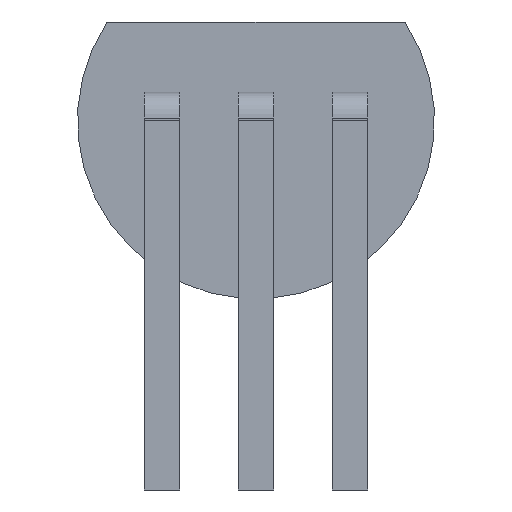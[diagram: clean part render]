
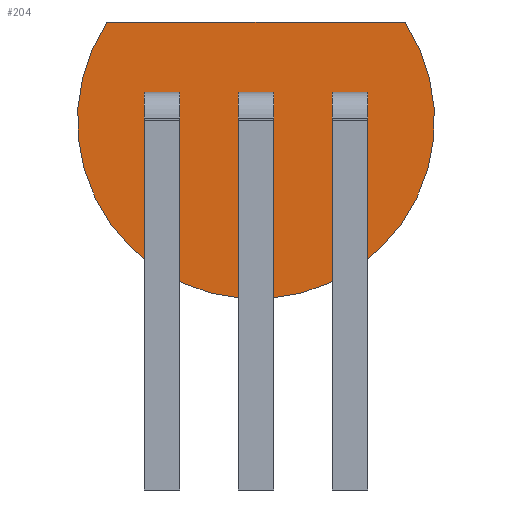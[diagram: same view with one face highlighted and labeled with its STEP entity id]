
A CAD part, front view. The second image highlights one B-rep face of the part: STEP entity #204.
In plain terms, the highlighted planar face has unit normal (0, -1, 0).
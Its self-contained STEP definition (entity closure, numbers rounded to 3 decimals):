
#120=VERTEX_POINT('',#121);
#121=CARTESIAN_POINT('',(0.24,4.,2.5));
#122=ORIENTED_EDGE('',*,*,#123,.T.);
#123=EDGE_CURVE('',#120,#124,#126,.T.);
#124=VERTEX_POINT('',#125);
#125=CARTESIAN_POINT('',(-0.24,4.,2.5));
#126=LINE('',#127,#128);
#127=CARTESIAN_POINT('',(-0.253,4.,2.5));
#128=VECTOR('',#129,1.);
#129=DIRECTION('',(-1.,0.,0.));
#144=EDGE_CURVE('',#120,#145,#147,.T.);
#145=VERTEX_POINT('',#146);
#146=CARTESIAN_POINT('',(0.24,4.,2.88));
#147=LINE('',#148,#149);
#148=CARTESIAN_POINT('',(0.24,4.,3.165));
#149=VECTOR('',#150,1.);
#150=DIRECTION('',(0.,0.,1.));
#192=VERTEX_POINT('',#193);
#193=CARTESIAN_POINT('',(-0.24,4.,2.88));
#197=EDGE_CURVE('',#192,#124,#198,.T.);
#198=LINE('',#199,#200);
#199=CARTESIAN_POINT('',(-0.24,4.,3.165));
#200=VECTOR('',#201,1.);
#201=DIRECTION('',(0.,0.,-1.));
#204=ADVANCED_FACE('',(#205,#222,#248,#256),#282,.T.);
#205=FACE_BOUND('',#206,.T.);
#206=EDGE_LOOP('',(#207,#216));
#207=ORIENTED_EDGE('',*,*,#208,.F.);
#208=EDGE_CURVE('',#209,#211,#213,.T.);
#209=VERTEX_POINT('',#210);
#210=CARTESIAN_POINT('',(-0.746,4.,3.83));
#211=VERTEX_POINT('',#212);
#212=CARTESIAN_POINT('',(3.286,4.,3.83));
#213=LINE('',#210,#214);
#214=VECTOR('',#215,1.);
#215=DIRECTION('',(1.,0.,0.));
#216=ORIENTED_EDGE('',*,*,#217,.F.);
#217=EDGE_CURVE('',#211,#209,#218,.T.);
#218=CIRCLE('',#219,2.415);
#219=AXIS2_PLACEMENT_3D('',#220,#221,#215);
#220=CARTESIAN_POINT('',(1.27,4.,2.5));
#221=DIRECTION('',(0.,1.,0.));
#222=FACE_BOUND('',#223,.T.);
#223=EDGE_LOOP('',(#224,#232,#238,#244));
#224=ORIENTED_EDGE('',*,*,#225,.F.);
#225=EDGE_CURVE('',#226,#228,#230,.T.);
#226=VERTEX_POINT('',#227);
#227=CARTESIAN_POINT('',(2.3,4.,2.88));
#228=VERTEX_POINT('',#229);
#229=CARTESIAN_POINT('',(2.3,4.,2.5));
#230=LINE('',#231,#200);
#231=CARTESIAN_POINT('',(2.3,4.,3.165));
#232=ORIENTED_EDGE('',*,*,#233,.F.);
#233=EDGE_CURVE('',#234,#226,#236,.T.);
#234=VERTEX_POINT('',#235);
#235=CARTESIAN_POINT('',(2.78,4.,2.88));
#236=LINE('',#237,#128);
#237=CARTESIAN_POINT('',(1.017,4.,2.88));
#238=ORIENTED_EDGE('',*,*,#239,.F.);
#239=EDGE_CURVE('',#240,#234,#242,.T.);
#240=VERTEX_POINT('',#241);
#241=CARTESIAN_POINT('',(2.78,4.,2.5));
#242=LINE('',#243,#149);
#243=CARTESIAN_POINT('',(2.78,4.,3.165));
#244=ORIENTED_EDGE('',*,*,#245,.T.);
#245=EDGE_CURVE('',#240,#228,#246,.T.);
#246=LINE('',#247,#128);
#247=CARTESIAN_POINT('',(1.017,4.,2.5));
#248=FACE_BOUND('',#249,.T.);
#249=EDGE_LOOP('',(#250,#122,#251,#252));
#250=ORIENTED_EDGE('',*,*,#144,.F.);
#251=ORIENTED_EDGE('',*,*,#197,.F.);
#252=ORIENTED_EDGE('',*,*,#253,.F.);
#253=EDGE_CURVE('',#145,#192,#254,.T.);
#254=LINE('',#255,#128);
#255=CARTESIAN_POINT('',(-0.253,4.,2.88));
#256=FACE_BOUND('',#257,.T.);
#257=EDGE_LOOP('',(#258,#266,#272,#278));
#258=ORIENTED_EDGE('',*,*,#259,.F.);
#259=EDGE_CURVE('',#260,#262,#264,.T.);
#260=VERTEX_POINT('',#261);
#261=CARTESIAN_POINT('',(1.51,4.,2.5));
#262=VERTEX_POINT('',#263);
#263=CARTESIAN_POINT('',(1.51,4.,2.88));
#264=LINE('',#265,#149);
#265=CARTESIAN_POINT('',(1.51,4.,3.165));
#266=ORIENTED_EDGE('',*,*,#267,.T.);
#267=EDGE_CURVE('',#260,#268,#270,.T.);
#268=VERTEX_POINT('',#269);
#269=CARTESIAN_POINT('',(1.03,4.,2.5));
#270=LINE('',#271,#128);
#271=CARTESIAN_POINT('',(0.382,4.,2.5));
#272=ORIENTED_EDGE('',*,*,#273,.F.);
#273=EDGE_CURVE('',#274,#268,#276,.T.);
#274=VERTEX_POINT('',#275);
#275=CARTESIAN_POINT('',(1.03,4.,2.88));
#276=LINE('',#277,#200);
#277=CARTESIAN_POINT('',(1.03,4.,3.165));
#278=ORIENTED_EDGE('',*,*,#279,.F.);
#279=EDGE_CURVE('',#262,#274,#280,.T.);
#280=LINE('',#281,#128);
#281=CARTESIAN_POINT('',(0.382,4.,2.88));
#282=PLANE('',#283);
#283=AXIS2_PLACEMENT_3D('',#210,#284,#285);
#284=DIRECTION('',(0.,-1.,0.));
#285=DIRECTION('',(0.,0.,-1.));
